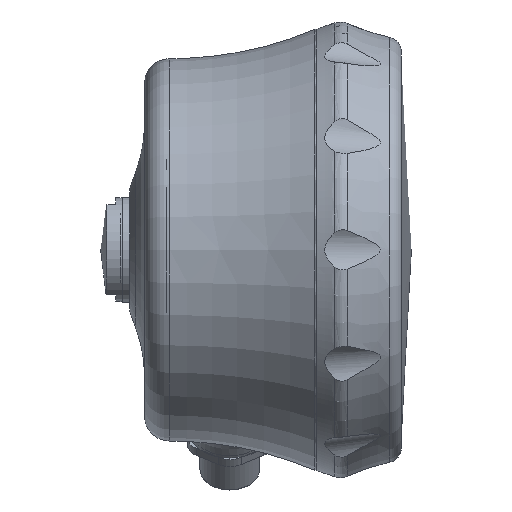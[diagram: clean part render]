
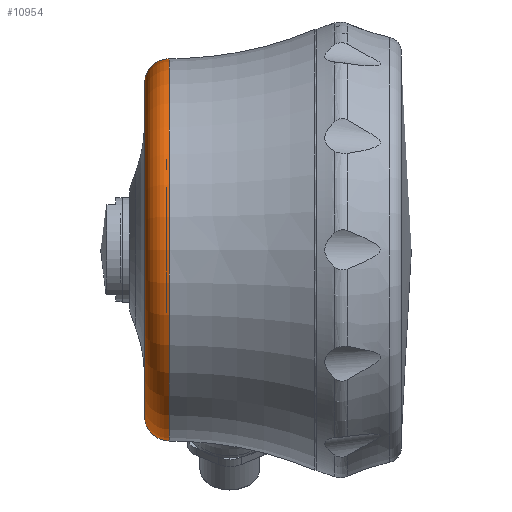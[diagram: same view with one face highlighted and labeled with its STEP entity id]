
A CAD part, front view. The second image highlights one B-rep face of the part: STEP entity #10954.
In plain terms, the highlighted toroidal (fillet/blend) face has major radius 33.267 mm and minor radius 4.9 mm.
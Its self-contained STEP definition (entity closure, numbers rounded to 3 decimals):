
#113=TOROIDAL_SURFACE('',#11554,33.266,4.9);
#1312=ORIENTED_EDGE('',*,*,#3267,.T.);
#1313=ORIENTED_EDGE('',*,*,#3269,.F.);
#3267=EDGE_CURVE('',#4266,#4266,#4980,.T.);
#3269=EDGE_CURVE('',#4269,#4269,#4982,.T.);
#4266=VERTEX_POINT('',#15529);
#4269=VERTEX_POINT('',#15536);
#4980=CIRCLE('',#11551,33.266);
#4982=CIRCLE('',#11555,38.166);
#5523=EDGE_LOOP('',(#1312));
#5524=EDGE_LOOP('',(#1313));
#6305=FACE_BOUND('',#5523,.T.);
#6306=FACE_BOUND('',#5524,.T.);
#10954=ADVANCED_FACE('',(#6305,#6306),#113,.T.);
#11551=AXIS2_PLACEMENT_3D('',#15528,#12706,#12707);
#11554=AXIS2_PLACEMENT_3D('',#15534,#12712,#12713);
#11555=AXIS2_PLACEMENT_3D('',#15535,#12714,#12715);
#12706=DIRECTION('',(1.,0.,0.));
#12707=DIRECTION('',(0.,1.,0.));
#12712=DIRECTION('',(1.,0.,0.));
#12713=DIRECTION('',(0.,-1.,0.006));
#12714=DIRECTION('',(1.,0.,0.));
#12715=DIRECTION('',(0.,-1.,0.));
#15528=CARTESIAN_POINT('',(-19.,-87.4,0.));
#15529=CARTESIAN_POINT('',(-19.,-54.134,0.));
#15534=CARTESIAN_POINT('',(-14.1,-87.4,0.));
#15535=CARTESIAN_POINT('',(-14.1,-87.4,0.));
#15536=CARTESIAN_POINT('',(-14.1,-125.566,0.));
